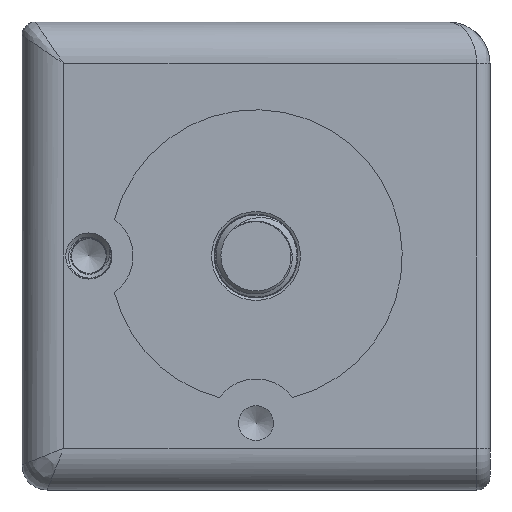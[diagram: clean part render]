
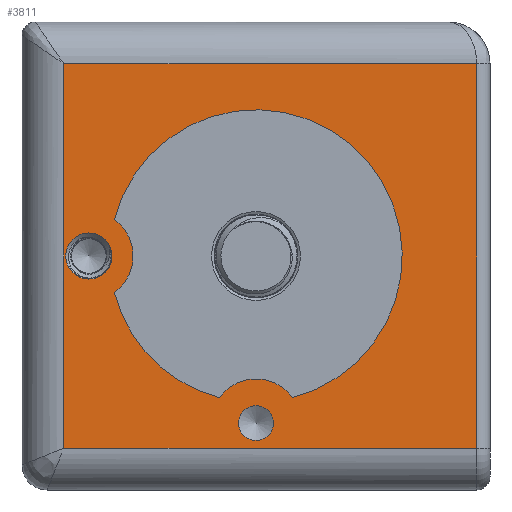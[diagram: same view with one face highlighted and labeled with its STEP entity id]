
A CAD part, front view. The second image highlights one B-rep face of the part: STEP entity #3811.
In plain terms, the highlighted planar face has unit normal (0, -1, 0).
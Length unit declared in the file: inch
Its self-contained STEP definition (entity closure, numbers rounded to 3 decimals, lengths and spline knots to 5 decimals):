
#503=LINE('',#15648,#710);
#504=LINE('',#15650,#711);
#505=LINE('',#15652,#712);
#506=LINE('',#15653,#713);
#710=VECTOR('',#4869,0.3937);
#711=VECTOR('',#4870,0.3937);
#712=VECTOR('',#4871,0.3937);
#713=VECTOR('',#4872,0.3937);
#797=PLANE('',#4154);
#870=FACE_BOUND('',#1342,.T.);
#871=FACE_BOUND('',#1343,.T.);
#872=FACE_BOUND('',#1344,.T.);
#1066=FACE_OUTER_BOUND('',#1341,.T.);
#1341=EDGE_LOOP('',(#3179,#3180,#3181,#3182));
#1342=EDGE_LOOP('',(#3183));
#1343=EDGE_LOOP('',(#3184));
#1344=EDGE_LOOP('',(#3185,#3186,#3187,#3188));
#1491=CIRCLE('',#4122,0.052);
#1492=CIRCLE('',#4124,0.069);
#1507=CIRCLE('',#4149,0.1325);
#1509=CIRCLE('',#4152,0.1325);
#1511=CIRCLE('',#4155,0.4375);
#1512=CIRCLE('',#4156,0.4375);
#1782=VERTEX_POINT('',#9806);
#1783=VERTEX_POINT('',#9809);
#1819=VERTEX_POINT('',#15628);
#1821=VERTEX_POINT('',#15631);
#1823=VERTEX_POINT('',#15637);
#1825=VERTEX_POINT('',#15640);
#1827=VERTEX_POINT('',#15646);
#1828=VERTEX_POINT('',#15647);
#1829=VERTEX_POINT('',#15649);
#1830=VERTEX_POINT('',#15651);
#2222=EDGE_CURVE('',#1782,#1782,#1491,.T.);
#2223=EDGE_CURVE('',#1783,#1783,#1492,.T.);
#2284=EDGE_CURVE('',#1821,#1819,#1507,.T.);
#2288=EDGE_CURVE('',#1825,#1823,#1509,.T.);
#2291=EDGE_CURVE('',#1827,#1828,#503,.T.);
#2292=EDGE_CURVE('',#1829,#1827,#504,.T.);
#2293=EDGE_CURVE('',#1830,#1829,#505,.T.);
#2294=EDGE_CURVE('',#1828,#1830,#506,.T.);
#2295=EDGE_CURVE('',#1819,#1825,#1511,.T.);
#2296=EDGE_CURVE('',#1823,#1821,#1512,.T.);
#3179=ORIENTED_EDGE('',*,*,#2291,.F.);
#3180=ORIENTED_EDGE('',*,*,#2292,.F.);
#3181=ORIENTED_EDGE('',*,*,#2293,.F.);
#3182=ORIENTED_EDGE('',*,*,#2294,.F.);
#3183=ORIENTED_EDGE('',*,*,#2222,.T.);
#3184=ORIENTED_EDGE('',*,*,#2223,.T.);
#3185=ORIENTED_EDGE('',*,*,#2295,.T.);
#3186=ORIENTED_EDGE('',*,*,#2288,.T.);
#3187=ORIENTED_EDGE('',*,*,#2296,.T.);
#3188=ORIENTED_EDGE('',*,*,#2284,.T.);
#3811=ADVANCED_FACE('',(#1066,#870,#871,#872),#797,.F.);
#4122=AXIS2_PLACEMENT_3D('',#9807,#4790,#4791);
#4124=AXIS2_PLACEMENT_3D('',#9810,#4794,#4795);
#4149=AXIS2_PLACEMENT_3D('',#15632,#4854,#4855);
#4152=AXIS2_PLACEMENT_3D('',#15641,#4862,#4863);
#4154=AXIS2_PLACEMENT_3D('',#15645,#4867,#4868);
#4155=AXIS2_PLACEMENT_3D('',#15654,#4873,#4874);
#4156=AXIS2_PLACEMENT_3D('',#15655,#4875,#4876);
#4790=DIRECTION('center_axis',(0.,1.,0.));
#4791=DIRECTION('ref_axis',(0.,0.,
1.));
#4794=DIRECTION('center_axis',(0.,1.,0.));
#4795=DIRECTION('ref_axis',(-1.,0.,0.));
#4854=DIRECTION('center_axis',(0.,-1.,0.));
#4855=DIRECTION('ref_axis',(0.,0.,-1.));
#4862=DIRECTION('center_axis',(0.,-1.,0.));
#4863=DIRECTION('ref_axis',(0.,0.,-1.));
#4867=DIRECTION('center_axis',(0.,1.,0.));
#4868=DIRECTION('ref_axis',(-1.,0.,0.));
#4869=DIRECTION('',(-1.,0.,0.));
#4870=DIRECTION('',(0.,0.,-1.));
#4871=DIRECTION('',(1.,0.,0.));
#4872=DIRECTION('',(0.,0.,1.));
#4873=DIRECTION('center_axis',(0.,1.,0.));
#4874=DIRECTION('ref_axis',(0.,0.,-1.));
#4875=DIRECTION('center_axis',(0.,1.,0.));
#4876=DIRECTION('ref_axis',(0.,0.,-1.));
#9806=CARTESIAN_POINT('',(0.,0.,-0.448));
#9807=CARTESIAN_POINT('Origin',(0.,0.,
-0.5));
#9809=CARTESIAN_POINT('',(-0.431,0.,0.));
#9810=CARTESIAN_POINT('Origin',(-0.5,0.,0.));
#15628=CARTESIAN_POINT('',(-0.10843,0.,-0.42385));
#15631=CARTESIAN_POINT('',(0.10843,0.,-0.42385));
#15632=CARTESIAN_POINT('Origin',(0.,0.,
-0.5));
#15637=CARTESIAN_POINT('',(-0.42385,0.,0.10843));
#15640=CARTESIAN_POINT('',(-0.42385,0.,-0.10843));
#15641=CARTESIAN_POINT('Origin',(-0.5,0.,0.));
#15645=CARTESIAN_POINT('Origin',(0.,0.,0.));
#15646=CARTESIAN_POINT('',(0.66,0.,-0.575));
#15647=CARTESIAN_POINT('',(-0.575,0.,-0.575));
#15648=CARTESIAN_POINT('',(0.35,0.,-0.575));
#15649=CARTESIAN_POINT('',(0.66,0.,0.575));
#15650=CARTESIAN_POINT('',(0.66,0.,0.35));
#15651=CARTESIAN_POINT('',(-0.575,0.,0.575));
#15652=CARTESIAN_POINT('',(-0.35,0.,0.575));
#15653=CARTESIAN_POINT('',(-0.575,0.,-0.35));
#15654=CARTESIAN_POINT('Origin',(0.,0.,0.));
#15655=CARTESIAN_POINT('Origin',(0.,0.,0.));
